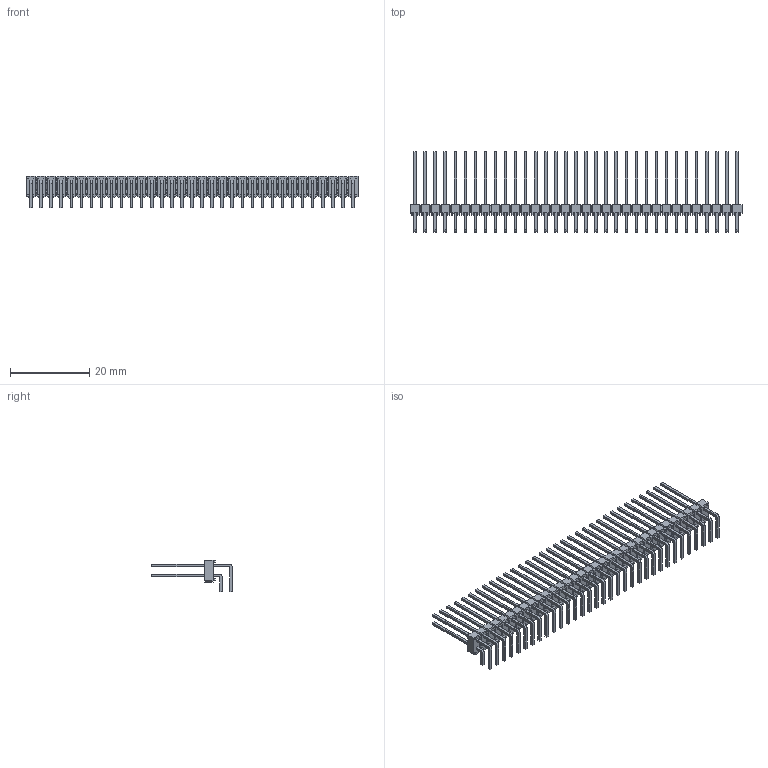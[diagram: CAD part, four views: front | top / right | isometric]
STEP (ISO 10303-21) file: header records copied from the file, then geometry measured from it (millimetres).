
FILE_DESCRIPTION(('FreeCAD Model'),'2;1');
FILE_NAME('Open CASCADE Shape Model','2025-02-16T11:03:08',(''),(''), 'Open CASCADE STEP processor 7.8','FreeCAD','Unknown');
FILE_SCHEMA(('AUTOMOTIVE_DESIGN { 1 0 10303 214 1 1 1 1 }'));
Length unit declared in the file: millimetre
Products named in the file (3): MTSW-133-10-L-D-530-RA; MTSW-133-10-L-D-530-RA_body; MTSW-133-10-D-530-RA
Assembly tree (2 placements, depth 2):
  MTSW-133-10-L-D-530-RA
    MTSW-133-10-L-D-530-RA_body
    MTSW-133-10-D-530-RA
Bounding box: 83.82 x 20.38 x 7.85 mm (x, y, z)
Volume: 1482 mm3; surface area: 6535.6 mm2
Topology: 2 solids, 2 shells, 2950 faces, 7796 edges, 4856 vertices
Faces by surface type: plane 2818, cylinder 132
Entity records: 88758 total; most frequent: CARTESIAN_POINT 15605, ORIENTED_EDGE 15592, DIRECTION 13966, EDGE_CURVE 7796, LINE 7532, VECTOR 7532, VERTEX_POINT 4856, AXIS2_PLACEMENT_3D 3217
